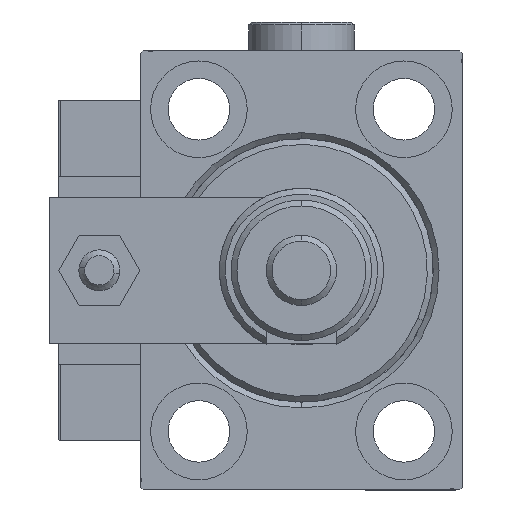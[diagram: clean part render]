
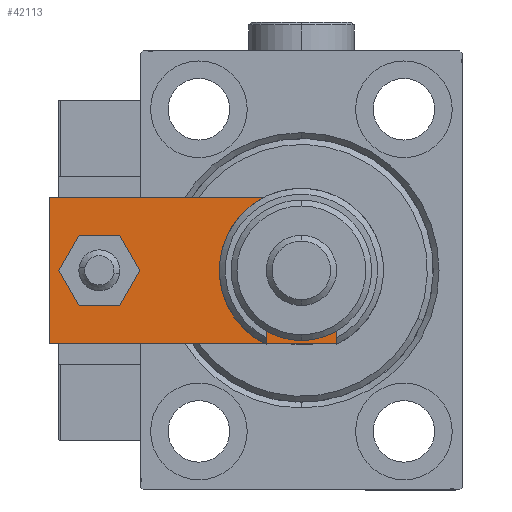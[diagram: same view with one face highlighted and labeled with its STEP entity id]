
A CAD part, left-side view. The second image highlights one B-rep face of the part: STEP entity #42113.
In plain terms, the highlighted face is planar.
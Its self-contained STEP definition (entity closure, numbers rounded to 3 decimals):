
#105 = VERTEX_POINT ( 'NONE', #52655 ) ;
#403 = CARTESIAN_POINT ( 'NONE',  ( 12.5, 0., 6. ) ) ;
#1739 = LINE ( 'NONE', #18203, #1776 ) ;
#1776 = VECTOR ( 'NONE', #30831, 1000. ) ;
#2093 = CARTESIAN_POINT ( 'NONE',  ( -8.25, 12., 6. ) ) ;
#3417 = DIRECTION ( 'NONE',  ( 1., 0., 0. ) ) ;
#3593 = CARTESIAN_POINT ( 'NONE',  ( 12.5, 5.66, 6. ) ) ;
#3832 = LINE ( 'NONE', #40871, #39882 ) ;
#4000 = PLANE ( 'NONE',  #50609 ) ;
#4151 = CARTESIAN_POINT ( 'NONE',  ( 12.5, 55., 6. ) ) ;
#4556 = DIRECTION ( 'NONE',  ( 0., 0., 1. ) ) ;
#5089 = CARTESIAN_POINT ( 'NONE',  ( 0., 0., 6. ) ) ;
#5639 = ORIENTED_EDGE ( 'NONE', *, *, #39049, .T. ) ;
#5653 = VERTEX_POINT ( 'NONE', #9083 ) ;
#5946 = ORIENTED_EDGE ( 'NONE', *, *, #26754, .T. ) ;
#6198 = VERTEX_POINT ( 'NONE', #40254 ) ;
#6276 = DIRECTION ( 'NONE',  ( 0., 0., 1. ) ) ;
#6909 = CARTESIAN_POINT ( 'NONE',  ( 4., 46.5, 6. ) ) ;
#7017 = ORIENTED_EDGE ( 'NONE', *, *, #37024, .T. ) ;
#7075 = DIRECTION ( 'NONE',  ( 1., 0., 0. ) ) ;
#7160 = CARTESIAN_POINT ( 'NONE',  ( 0., 46.5, 6. ) ) ;
#8283 = EDGE_CURVE ( 'NONE', #6198, #14236, #40162, .T. ) ;
#9083 = CARTESIAN_POINT ( 'NONE',  ( 6.84, 0., 6. ) ) ;
#9478 = FACE_BOUND ( 'NONE', #50580, .T. ) ;
#10164 = VECTOR ( 'NONE', #35506, 1000. ) ;
#10915 = CARTESIAN_POINT ( 'NONE',  ( 0., 12., 6. ) ) ;
#12068 = DIRECTION ( 'NONE',  ( 0., -1., 0. ) ) ;
#14236 = VERTEX_POINT ( 'NONE', #6909 ) ;
#15234 = VECTOR ( 'NONE', #46491, 1000. ) ;
#15514 = CARTESIAN_POINT ( 'NONE',  ( -12.5, 0., 6. ) ) ;
#15563 = DIRECTION ( 'NONE',  ( 0., 0., 1. ) ) ;
#16120 = EDGE_CURVE ( 'NONE', #49698, #30321, #1739, .T. ) ;
#16457 = CARTESIAN_POINT ( 'NONE',  ( 8.25, 12., 6. ) ) ;
#16860 = AXIS2_PLACEMENT_3D ( 'NONE', #24279, #44572, #3417 ) ;
#16884 = FACE_OUTER_BOUND ( 'NONE', #26400, .T. ) ;
#16964 = EDGE_CURVE ( 'NONE', #43359, #33550, #43013, .T. ) ;
#17581 = VECTOR ( 'NONE', #23702, 1000. ) ;
#18038 = EDGE_CURVE ( 'NONE', #33550, #43359, #51024, .T. ) ;
#18203 = CARTESIAN_POINT ( 'NONE',  ( 12.5, 55., 6. ) ) ;
#19310 = LINE ( 'NONE', #40951, #17581 ) ;
#19760 = ORIENTED_EDGE ( 'NONE', *, *, #34409, .T. ) ;
#20747 = ORIENTED_EDGE ( 'NONE', *, *, #16120, .T. ) ;
#21409 = VECTOR ( 'NONE', #53383, 1000. ) ;
#23702 = DIRECTION ( 'NONE',  ( 0.707, 0.707, 0. ) ) ;
#23910 = DIRECTION ( 'NONE',  ( 0., 0., 1. ) ) ;
#24279 = CARTESIAN_POINT ( 'NONE',  ( 0., 12., 6. ) ) ;
#24617 = ORIENTED_EDGE ( 'NONE', *, *, #16964, .F. ) ;
#25057 = CIRCLE ( 'NONE', #32905, 4. ) ;
#25182 = CARTESIAN_POINT ( 'NONE',  ( -12.5, 5.66, 6. ) ) ;
#26400 = EDGE_LOOP ( 'NONE', ( #7017, #5639, #19760, #5946, #46316, #20747 ) ) ;
#26754 = EDGE_CURVE ( 'NONE', #5653, #39228, #19310, .T. ) ;
#27025 = LINE ( 'NONE', #34700, #10164 ) ;
#27134 = CARTESIAN_POINT ( 'NONE',  ( 0., 46.5, 6. ) ) ;
#29796 = CARTESIAN_POINT ( 'NONE',  ( -12.5, 55., 6. ) ) ;
#30321 = VERTEX_POINT ( 'NONE', #29796 ) ;
#30831 = DIRECTION ( 'NONE',  ( -1., 0., 0. ) ) ;
#31576 = ORIENTED_EDGE ( 'NONE', *, *, #37932, .F. ) ;
#32314 = DIRECTION ( 'NONE',  ( 1., 0., 0. ) ) ;
#32905 = AXIS2_PLACEMENT_3D ( 'NONE', #7160, #23910, #40618 ) ;
#33358 = DIRECTION ( 'NONE',  ( 1., 0., 0. ) ) ;
#33550 = VERTEX_POINT ( 'NONE', #16457 ) ;
#33898 = FACE_BOUND ( 'NONE', #42590, .T. ) ;
#34230 = VERTEX_POINT ( 'NONE', #25182 ) ;
#34409 = EDGE_CURVE ( 'NONE', #105, #5653, #49252, .T. ) ;
#34519 = EDGE_CURVE ( 'NONE', #39228, #49698, #37720, .T. ) ;
#34700 = CARTESIAN_POINT ( 'NONE',  ( -3.42, -3.42, 6. ) ) ;
#35101 = ORIENTED_EDGE ( 'NONE', *, *, #18038, .F. ) ;
#35506 = DIRECTION ( 'NONE',  ( 0.707, -0.707, 0. ) ) ;
#37024 = EDGE_CURVE ( 'NONE', #30321, #34230, #3832, .T. ) ;
#37720 = LINE ( 'NONE', #403, #15234 ) ;
#37932 = EDGE_CURVE ( 'NONE', #14236, #6198, #25057, .T. ) ;
#39049 = EDGE_CURVE ( 'NONE', #34230, #105, #27025, .T. ) ;
#39228 = VERTEX_POINT ( 'NONE', #3593 ) ;
#39882 = VECTOR ( 'NONE', #12068, 1000. ) ;
#40162 = CIRCLE ( 'NONE', #53284, 4. ) ;
#40254 = CARTESIAN_POINT ( 'NONE',  ( -4., 46.5, 6. ) ) ;
#40618 = DIRECTION ( 'NONE',  ( 1., 0., 0. ) ) ;
#40871 = CARTESIAN_POINT ( 'NONE',  ( -12.5, 55., 6. ) ) ;
#40951 = CARTESIAN_POINT ( 'NONE',  ( 3.42, -3.42, 6. ) ) ;
#42113 = ADVANCED_FACE ( 'NONE', ( #33898, #16884, #9478 ), #4000, .T. ) ;
#42590 = EDGE_LOOP ( 'NONE', ( #52296, #31576 ) ) ;
#43013 = CIRCLE ( 'NONE', #51792, 8.25 ) ;
#43359 = VERTEX_POINT ( 'NONE', #2093 ) ;
#44572 = DIRECTION ( 'NONE',  ( 0., 0., 1. ) ) ;
#46316 = ORIENTED_EDGE ( 'NONE', *, *, #34519, .T. ) ;
#46491 = DIRECTION ( 'NONE',  ( 0., 1., 0. ) ) ;
#49252 = LINE ( 'NONE', #15514, #21409 ) ;
#49698 = VERTEX_POINT ( 'NONE', #4151 ) ;
#50580 = EDGE_LOOP ( 'NONE', ( #24617, #35101 ) ) ;
#50609 = AXIS2_PLACEMENT_3D ( 'NONE', #5089, #4556, #33358 ) ;
#51024 = CIRCLE ( 'NONE', #16860, 8.25 ) ;
#51792 = AXIS2_PLACEMENT_3D ( 'NONE', #10915, #15563, #32314 ) ;
#52296 = ORIENTED_EDGE ( 'NONE', *, *, #8283, .F. ) ;
#52655 = CARTESIAN_POINT ( 'NONE',  ( -6.84, 0., 6. ) ) ;
#53284 = AXIS2_PLACEMENT_3D ( 'NONE', #27134, #6276, #7075 ) ;
#53383 = DIRECTION ( 'NONE',  ( 1., 0., 0. ) ) ;
